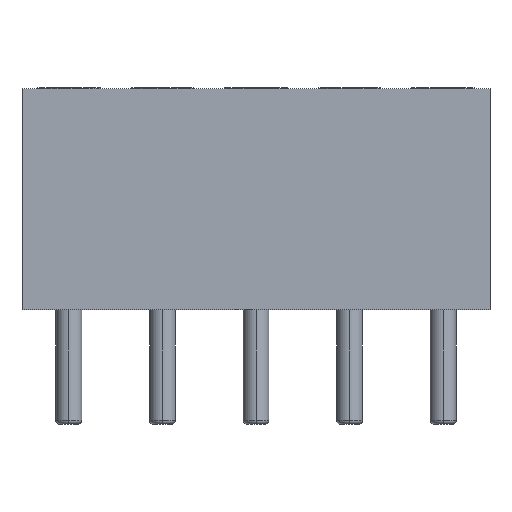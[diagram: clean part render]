
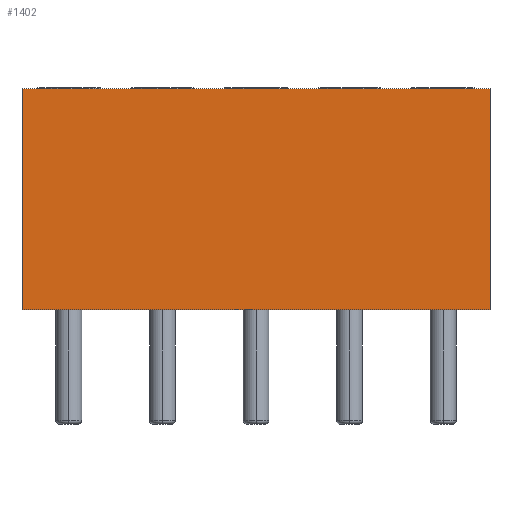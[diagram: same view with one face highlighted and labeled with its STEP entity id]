
A CAD part, top view. The second image highlights one B-rep face of the part: STEP entity #1402.
In plain terms, the highlighted planar face has unit normal (0, 0, 1).
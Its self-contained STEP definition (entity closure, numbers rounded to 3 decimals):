
#392 = DIRECTION ( 'NONE',  ( 1., 0., 0. ) ) ;
#393 = VECTOR ( 'NONE', #392, 1000. ) ;
#394 = CARTESIAN_POINT ( 'NONE',  ( 0., 0., 2.54 ) ) ;
#396 = LINE ( 'NONE', #394, #393 ) ;
#398 = DIRECTION ( 'NONE',  ( -1., 0., 0. ) ) ;
#399 = VECTOR ( 'NONE', #398, 1000. ) ;
#400 = CARTESIAN_POINT ( 'NONE',  ( 0., 6., 2.54 ) ) ;
#401 = LINE ( 'NONE', #400, #399 ) ;
#438 = DIRECTION ( 'NONE',  ( 0., 1., 0. ) ) ;
#439 = VECTOR ( 'NONE', #438, 1000. ) ;
#440 = CARTESIAN_POINT ( 'NONE',  ( 12.7, 0., 2.54 ) ) ;
#441 = LINE ( 'NONE', #440, #439 ) ;
#487 = CARTESIAN_POINT ( 'NONE',  ( 0., 6., 2.54 ) ) ;
#525 = CARTESIAN_POINT ( 'NONE',  ( 12.7, 6., 2.54 ) ) ;
#602 = CARTESIAN_POINT ( 'NONE',  ( 0., 0., 2.54 ) ) ;
#1402 = ADVANCED_FACE ( 'NONE', ( #2154 ), #2219, .F. ) ;
#1412 = EDGE_LOOP ( 'NONE', ( #1464, #1769, #1784, #1834 ) ) ;
#1464 = ORIENTED_EDGE ( 'NONE', *, *, #1508, .T. ) ;
#1508 = EDGE_CURVE ( 'NONE', #1809, #1867, #2567, .T. ) ;
#1528 = VERTEX_POINT ( 'NONE', #2521 ) ;
#1769 = ORIENTED_EDGE ( 'NONE', *, *, #1798, .T. ) ;
#1784 = ORIENTED_EDGE ( 'NONE', *, *, #1831, .T. ) ;
#1797 = EDGE_CURVE ( 'NONE', #1850, #1809, #401, .T. ) ;
#1798 = EDGE_CURVE ( 'NONE', #1867, #1528, #396, .T. ) ;
#1809 = VERTEX_POINT ( 'NONE', #487 ) ;
#1831 = EDGE_CURVE ( 'NONE', #1528, #1850, #441, .T. ) ;
#1834 = ORIENTED_EDGE ( 'NONE', *, *, #1797, .T. ) ;
#1850 = VERTEX_POINT ( 'NONE', #525 ) ;
#1867 = VERTEX_POINT ( 'NONE', #602 ) ;
#2154 = FACE_OUTER_BOUND ( 'NONE', #1412, .T. ) ;
#2194 = DIRECTION ( 'NONE',  ( -1., 0., 0. ) ) ;
#2195 = DIRECTION ( 'NONE',  ( 0., 0., -1. ) ) ;
#2196 = CARTESIAN_POINT ( 'NONE',  ( 0., 6., 2.54 ) ) ;
#2215 = AXIS2_PLACEMENT_3D ( 'NONE', #2196, #2195, #2194 ) ;
#2219 = PLANE ( 'NONE',  #2215 ) ;
#2413 = VECTOR ( 'NONE', #2563, 1000. ) ;
#2433 = CARTESIAN_POINT ( 'NONE',  ( 0., 0., 2.54 ) ) ;
#2521 = CARTESIAN_POINT ( 'NONE',  ( 12.7, 0., 2.54 ) ) ;
#2563 = DIRECTION ( 'NONE',  ( 0., -1., 0. ) ) ;
#2567 = LINE ( 'NONE', #2433, #2413 ) ;
